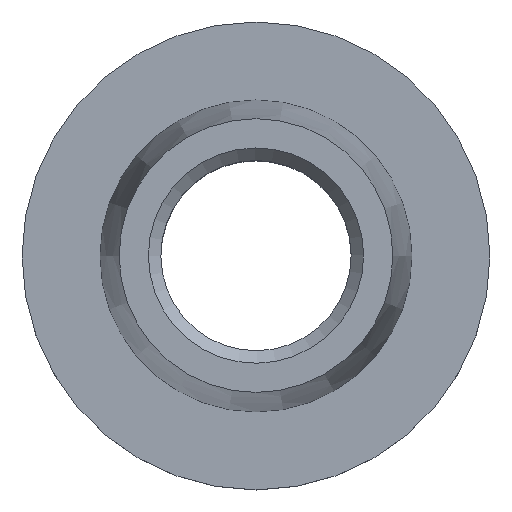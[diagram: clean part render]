
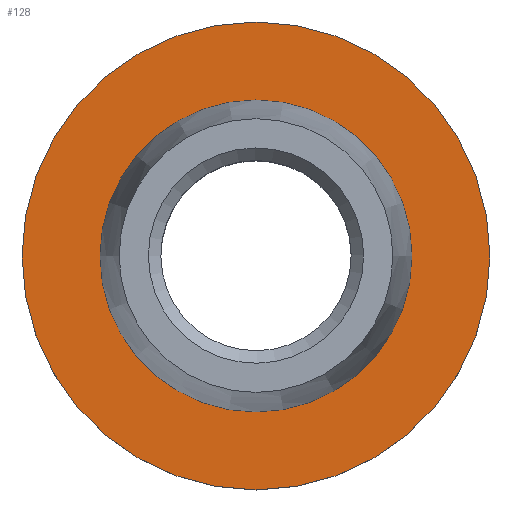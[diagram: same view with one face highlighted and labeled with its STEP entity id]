
A CAD part, top view. The second image highlights one B-rep face of the part: STEP entity #128.
In plain terms, the highlighted planar face has unit normal (0, 0, 1).
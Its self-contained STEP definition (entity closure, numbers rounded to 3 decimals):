
#17=FACE_BOUND('',#40,.T.);
#20=PLANE('',#157);
#28=FACE_OUTER_BOUND('',#39,.T.);
#39=EDGE_LOOP('',(#105));
#40=EDGE_LOOP('',(#106));
#62=CIRCLE('',#158,7.5);
#63=CIRCLE('',#159,5.);
#71=VERTEX_POINT('',#230);
#72=VERTEX_POINT('',#232);
#83=EDGE_CURVE('',#71,#71,#62,.T.);
#84=EDGE_CURVE('',#72,#72,#63,.T.);
#105=ORIENTED_EDGE('',*,*,#83,.F.);
#106=ORIENTED_EDGE('',*,*,#84,.T.);
#128=ADVANCED_FACE('',(#28,#17),#20,.T.);
#157=AXIS2_PLACEMENT_3D('',#229,#191,#192);
#158=AXIS2_PLACEMENT_3D('',#231,#193,#194);
#159=AXIS2_PLACEMENT_3D('',#233,#195,#196);
#191=DIRECTION('center_axis',(0.,0.,
1.));
#192=DIRECTION('ref_axis',(0.762,0.648,0.));
#193=DIRECTION('center_axis',(0.,0.,
-1.));
#194=DIRECTION('ref_axis',(-1.,0.,0.));
#195=DIRECTION('center_axis',(0.,0.,
-1.));
#196=DIRECTION('ref_axis',(-1.,0.,0.));
#229=CARTESIAN_POINT('Origin',(0.04,-12.138,2.));
#230=CARTESIAN_POINT('',(-27.144,28.662,2.));
#231=CARTESIAN_POINT('Origin',(-34.644,28.662,2.));
#232=CARTESIAN_POINT('',(-29.644,28.662,2.));
#233=CARTESIAN_POINT('Origin',(-34.644,28.662,2.));
